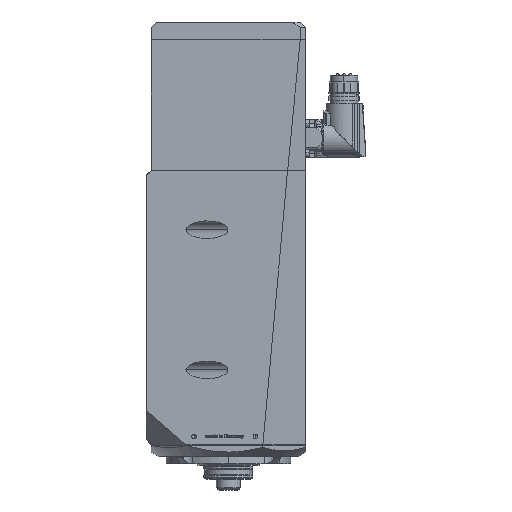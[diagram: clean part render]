
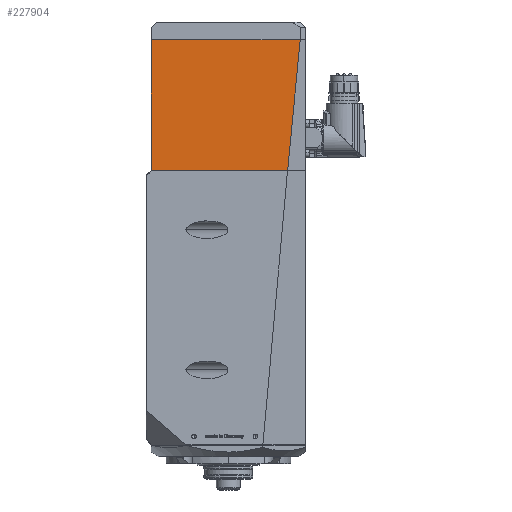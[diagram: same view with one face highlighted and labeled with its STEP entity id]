
A CAD part, left-side view. The second image highlights one B-rep face of the part: STEP entity #227904.
In plain terms, the highlighted planar face has unit normal (-1, 0, 0).
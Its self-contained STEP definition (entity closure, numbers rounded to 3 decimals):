
#12547 = LINE ( 'NONE', #226405, #136348 ) ;
#13226 = CARTESIAN_POINT ( 'NONE',  ( -44., 44., 0. ) ) ;
#19900 = CARTESIAN_POINT ( 'NONE',  ( -44., 44., 33. ) ) ;
#36730 = DIRECTION ( 'NONE',  ( 0., 1., 0. ) ) ;
#44253 = VERTEX_POINT ( 'NONE', #182316 ) ;
#50790 = VERTEX_POINT ( 'NONE', #70858 ) ;
#58431 = ORIENTED_EDGE ( 'NONE', *, *, #126376, .T. ) ;
#61195 = CARTESIAN_POINT ( 'NONE',  ( -44., 44., 0. ) ) ;
#64388 = VECTOR ( 'NONE', #252239, 1000. ) ;
#67228 = CARTESIAN_POINT ( 'NONE',  ( -44., -41., 74.35 ) ) ;
#70858 = CARTESIAN_POINT ( 'NONE',  ( -44., 44., 74.35 ) ) ;
#71545 = EDGE_CURVE ( 'NONE', #254573, #44253, #111779, .T. ) ;
#79467 = PLANE ( 'NONE',  #117999 ) ;
#84562 = DIRECTION ( 'NONE',  ( 0., -1., 0. ) ) ;
#88389 = LINE ( 'NONE', #227012, #105781 ) ;
#91644 = DIRECTION ( 'NONE',  ( 0., 0., -1. ) ) ;
#98938 = DIRECTION ( 'NONE',  ( 1., 0., 0. ) ) ;
#103890 = ORIENTED_EDGE ( 'NONE', *, *, #244950, .T. ) ;
#105781 = VECTOR ( 'NONE', #84562, 1000. ) ;
#111779 = LINE ( 'NONE', #13226, #255886 ) ;
#114829 = CARTESIAN_POINT ( 'NONE',  ( -44., -33.703, -1. ) ) ;
#117999 = AXIS2_PLACEMENT_3D ( 'NONE', #19900, #98938, #36730 ) ;
#122410 = ORIENTED_EDGE ( 'NONE', *, *, #71545, .T. ) ;
#126376 = EDGE_CURVE ( 'NONE', #44253, #196181, #244794, .T. ) ;
#136348 = VECTOR ( 'NONE', #91644, 1000. ) ;
#169303 = EDGE_LOOP ( 'NONE', ( #58431, #170693, #103890, #122410 ) ) ;
#170693 = ORIENTED_EDGE ( 'NONE', *, *, #194559, .F. ) ;
#174152 = FACE_OUTER_BOUND ( 'NONE', #169303, .T. ) ;
#182316 = CARTESIAN_POINT ( 'NONE',  ( -44., -33.8, 0. ) ) ;
#189411 = DIRECTION ( 'NONE',  ( 0., -1., 0. ) ) ;
#194559 = EDGE_CURVE ( 'NONE', #50790, #196181, #88389, .T. ) ;
#196181 = VERTEX_POINT ( 'NONE', #67228 ) ;
#226405 = CARTESIAN_POINT ( 'NONE',  ( -44., 44., 33. ) ) ;
#227012 = CARTESIAN_POINT ( 'NONE',  ( -44., -44., 74.35 ) ) ;
#227904 = ADVANCED_FACE ( 'NONE', ( #174152 ), #79467, .F. ) ;
#244794 = LINE ( 'NONE', #114829, #64388 ) ;
#244950 = EDGE_CURVE ( 'NONE', #50790, #254573, #12547, .T. ) ;
#252239 = DIRECTION ( 'NONE',  ( 0., -0.096, 0.995 ) ) ;
#254573 = VERTEX_POINT ( 'NONE', #61195 ) ;
#255886 = VECTOR ( 'NONE', #189411, 1000. ) ;
